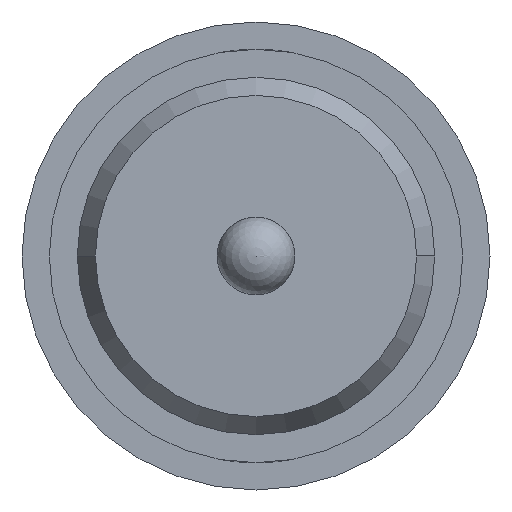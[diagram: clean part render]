
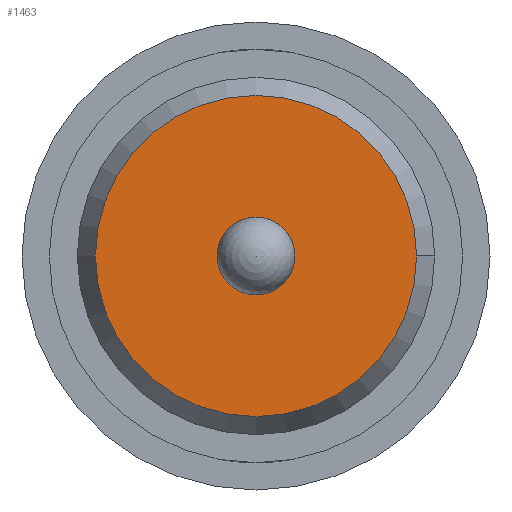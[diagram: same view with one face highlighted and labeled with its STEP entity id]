
A CAD part, front view. The second image highlights one B-rep face of the part: STEP entity #1463.
In plain terms, the highlighted planar face has unit normal (0, -1, 0).
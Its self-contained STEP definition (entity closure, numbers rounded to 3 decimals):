
#242 = CIRCLE ( 'NONE', #4852, 0.25 ) ;
#450 = VERTEX_POINT ( 'NONE', #1048 ) ;
#745 = CARTESIAN_POINT ( 'NONE',  ( 1.03, -28.6, 0. ) ) ;
#790 = CARTESIAN_POINT ( 'NONE',  ( 0., -28.6, 0. ) ) ;
#973 = DIRECTION ( 'NONE',  ( 0., -1., 0. ) ) ;
#1048 = CARTESIAN_POINT ( 'NONE',  ( 0., -28.6, 0.25 ) ) ;
#1340 = ORIENTED_EDGE ( 'NONE', *, *, #5630, .T. ) ;
#1357 = DIRECTION ( 'NONE',  ( 0., -1., 0. ) ) ;
#1463 = ADVANCED_FACE ( 'Defeature ausgef�hrt1_17', ( #5818, #4691 ), #1870, .T. ) ;
#1572 = CIRCLE ( 'NONE', #5279, 1.03 ) ;
#1584 = ORIENTED_EDGE ( 'NONE', *, *, #4302, .T. ) ;
#1741 = AXIS2_PLACEMENT_3D ( 'NONE', #5477, #973, #4607 ) ;
#1870 = PLANE ( 'NONE',  #3841 ) ;
#2011 = DIRECTION ( 'NONE',  ( 0., 0., -1. ) ) ;
#2432 = CARTESIAN_POINT ( 'NONE',  ( 0., -28.6, 0. ) ) ;
#2524 = VERTEX_POINT ( 'NONE', #745 ) ;
#2611 = CARTESIAN_POINT ( 'NONE',  ( -1.03, -28.6, 0. ) ) ;
#2728 = CARTESIAN_POINT ( 'NONE',  ( -1.145, -28.6, 0. ) ) ;
#2926 = DIRECTION ( 'NONE',  ( 0., 1., 0. ) ) ;
#3195 = CIRCLE ( 'NONE', #1741, 1.03 ) ;
#3507 = VERTEX_POINT ( 'NONE', #5712 ) ;
#3620 = EDGE_CURVE ( 'Defeature ausgef�hrt1_17+Defeature ausgef�hrt1_16+Defeature ausgef�hrt1_16+Defeature ausgef�hrt1_16', #3961, #2524, #3195, .T. ) ;
#3648 = ORIENTED_EDGE ( 'NONE', *, *, #4232, .T. ) ;
#3804 = ORIENTED_EDGE ( 'NONE', *, *, #3620, .T. ) ;
#3841 = AXIS2_PLACEMENT_3D ( 'NONE', #2728, #1357, #5458 ) ;
#3961 = VERTEX_POINT ( 'NONE', #2611 ) ;
#4232 = EDGE_CURVE ( 'Defeature ausgef�hrt1_17+Defeature ausgef�hrt1_14+Defeature ausgef�hrt1_14+Defeature ausgef�hrt1_14', #3507, #450, #242, .T. ) ;
#4254 = DIRECTION ( 'NONE',  ( 0., 1., 0. ) ) ;
#4302 = EDGE_CURVE ( 'Defeature ausgef�hrt1_17+Defeature ausgef�hrt1_14+Defeature ausgef�hrt1_14+Defeature ausgef�hrt1_14', #450, #3507, #5234, .T. ) ;
#4531 = EDGE_LOOP ( 'NONE', ( #3804, #1340 ) ) ;
#4607 = DIRECTION ( 'NONE',  ( 1., 0., 0. ) ) ;
#4620 = EDGE_LOOP ( 'NONE', ( #1584, #3648 ) ) ;
#4691 = FACE_OUTER_BOUND ( 'NONE', #4531, .T. ) ;
#4696 = CARTESIAN_POINT ( 'NONE',  ( 0., -28.6, 0. ) ) ;
#4820 = DIRECTION ( 'NONE',  ( 0., -1., 0. ) ) ;
#4852 = AXIS2_PLACEMENT_3D ( 'NONE', #2432, #4254, #5595 ) ;
#4860 = DIRECTION ( 'NONE',  ( 1., 0., 0. ) ) ;
#5043 = AXIS2_PLACEMENT_3D ( 'NONE', #4696, #2926, #2011 ) ;
#5234 = CIRCLE ( 'NONE', #5043, 0.25 ) ;
#5279 = AXIS2_PLACEMENT_3D ( 'NONE', #790, #4820, #4860 ) ;
#5458 = DIRECTION ( 'NONE',  ( 1., 0., 0. ) ) ;
#5477 = CARTESIAN_POINT ( 'NONE',  ( 0., -28.6, 0. ) ) ;
#5595 = DIRECTION ( 'NONE',  ( 0., 0., -1. ) ) ;
#5630 = EDGE_CURVE ( 'Defeature ausgef�hrt1_17+Defeature ausgef�hrt1_16+Defeature ausgef�hrt1_16+Defeature ausgef�hrt1_16', #2524, #3961, #1572, .T. ) ;
#5712 = CARTESIAN_POINT ( 'NONE',  ( 0., -28.6, -0.25 ) ) ;
#5818 = FACE_BOUND ( 'NONE', #4620, .T. ) ;
